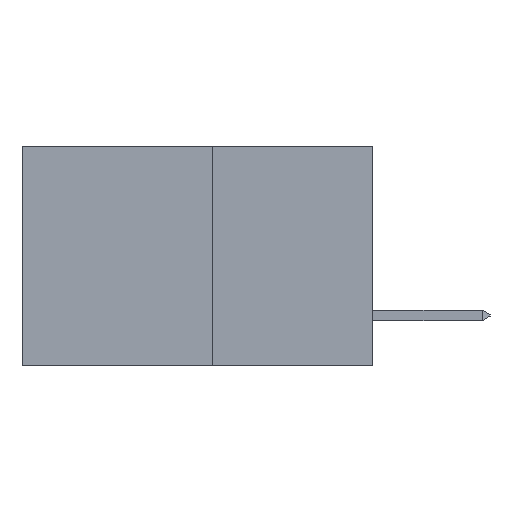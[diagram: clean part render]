
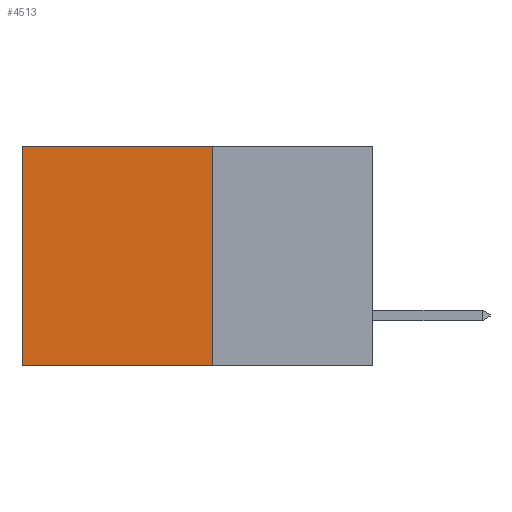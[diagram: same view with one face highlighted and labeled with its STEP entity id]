
A CAD part, left-side view. The second image highlights one B-rep face of the part: STEP entity #4513.
In plain terms, the highlighted planar face has unit normal (-1, 0, 0).
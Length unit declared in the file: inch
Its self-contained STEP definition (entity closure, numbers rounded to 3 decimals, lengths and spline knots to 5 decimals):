
#174 = ORIENTED_EDGE ( 'NONE', *, *, #3475, .F. ) ;
#1062 = LINE ( 'NONE', #14910, #13200 ) ;
#2463 = EDGE_CURVE ( 'NONE', #19882, #11186, #16690, .T. ) ;
#3475 = EDGE_CURVE ( 'NONE', #11186, #8723, #1062, .T. ) ;
#4513 = ADVANCED_FACE ( 'NONE', ( #17572 ), #12240, .F. ) ;
#5264 = VECTOR ( 'NONE', #14543, 39.37008 ) ;
#5782 = LINE ( 'NONE', #6637, #5264 ) ;
#6637 = CARTESIAN_POINT ( 'NONE',  ( 0.277, 0.59, -0.37 ) ) ;
#7697 = ORIENTED_EDGE ( 'NONE', *, *, #19013, .T. ) ;
#8487 = AXIS2_PLACEMENT_3D ( 'NONE', #11800, #11665, #11648 ) ;
#8559 = EDGE_LOOP ( 'NONE', ( #7697, #174, #10136, #8874 ) ) ;
#8723 = VERTEX_POINT ( 'NONE', #11567 ) ;
#8780 = CARTESIAN_POINT ( 'NONE',  ( 0.277, 0.27, 0. ) ) ;
#8874 = ORIENTED_EDGE ( 'NONE', *, *, #20093, .T. ) ;
#10027 = CARTESIAN_POINT ( 'NONE',  ( 0.277, 0.27, -0.37 ) ) ;
#10136 = ORIENTED_EDGE ( 'NONE', *, *, #2463, .F. ) ;
#10856 = CARTESIAN_POINT ( 'NONE',  ( 0.277, 0.27, 0. ) ) ;
#11186 = VERTEX_POINT ( 'NONE', #10027 ) ;
#11567 = CARTESIAN_POINT ( 'NONE',  ( 0.277, 0.59, -0.37 ) ) ;
#11648 = DIRECTION ( 'NONE',  ( 0., 0., -1. ) ) ;
#11665 = DIRECTION ( 'NONE',  ( 1., 0., 0. ) ) ;
#11800 = CARTESIAN_POINT ( 'NONE',  ( 0.277, 0.27, -0.37 ) ) ;
#12240 = PLANE ( 'NONE',  #8487 ) ;
#12436 = DIRECTION ( 'NONE',  ( 0., 1., 0. ) ) ;
#13200 = VECTOR ( 'NONE', #14978, 39.37008 ) ;
#14320 = VERTEX_POINT ( 'NONE', #16067 ) ;
#14381 = VECTOR ( 'NONE', #12436, 39.37008 ) ;
#14543 = DIRECTION ( 'NONE',  ( 0., 0., -1. ) ) ;
#14910 = CARTESIAN_POINT ( 'NONE',  ( 0.277, 0.27, -0.37 ) ) ;
#14978 = DIRECTION ( 'NONE',  ( 0., 1., 0. ) ) ;
#15684 = VECTOR ( 'NONE', #16492, 39.37008 ) ;
#16067 = CARTESIAN_POINT ( 'NONE',  ( 0.277, 0.59, 0. ) ) ;
#16492 = DIRECTION ( 'NONE',  ( 0., 0., -1. ) ) ;
#16690 = LINE ( 'NONE', #20180, #15684 ) ;
#17572 = FACE_OUTER_BOUND ( 'NONE', #8559, .T. ) ;
#18520 = LINE ( 'NONE', #10856, #14381 ) ;
#19013 = EDGE_CURVE ( 'NONE', #14320, #8723, #5782, .T. ) ;
#19882 = VERTEX_POINT ( 'NONE', #8780 ) ;
#20093 = EDGE_CURVE ( 'NONE', #19882, #14320, #18520, .T. ) ;
#20180 = CARTESIAN_POINT ( 'NONE',  ( 0.277, 0.27, -0.37 ) ) ;
